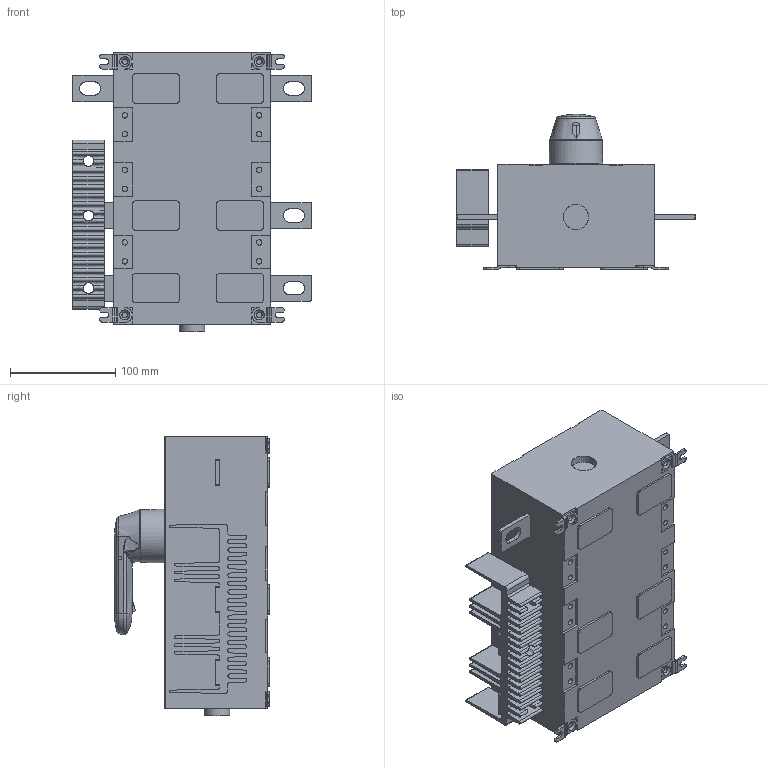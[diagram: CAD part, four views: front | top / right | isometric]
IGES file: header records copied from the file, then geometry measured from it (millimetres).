
Global section: file name: OTDC400EV12K.igs; preprocessor: I-DEAS 3D IGES Translator 15; date: 20131015.093727; units: millimetre
Bounding box: 227 x 148.19 x 266 mm (x, y, z)
Surface area: 263040.3 mm2 (no closed solid volume)
Topology: 0 solids, 0 shells, 656 faces, 4099 edges, 4089 vertices
Faces by surface type: bspline 656
